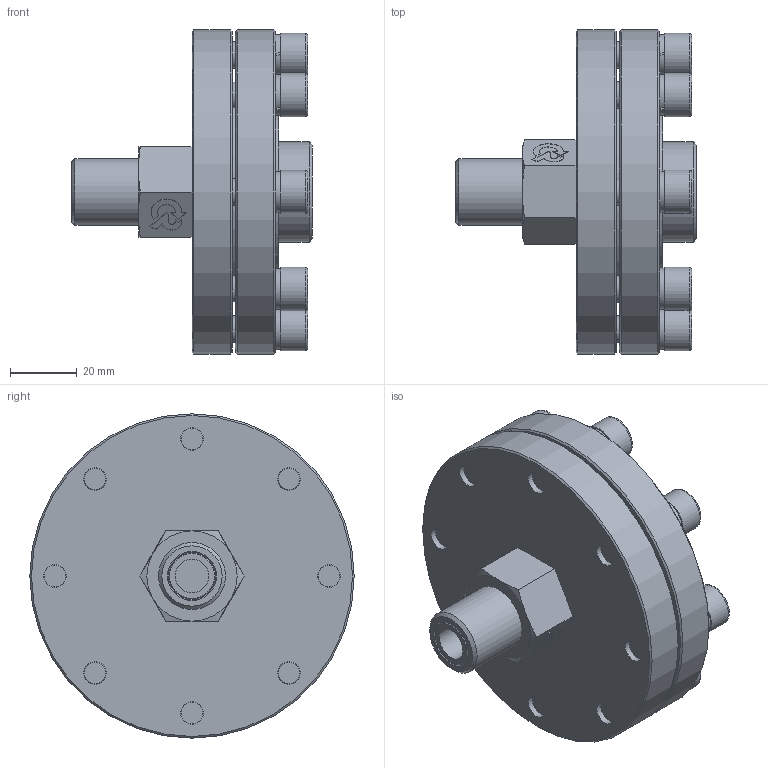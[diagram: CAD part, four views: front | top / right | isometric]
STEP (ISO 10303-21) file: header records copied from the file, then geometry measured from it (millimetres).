
FILE_DESCRIPTION(/* description */ ('РМ-С10'),/* implementation_level */ '2;1');
FILE_NAME(/* name */ 'РМ-С10.stp',/* time_stamp */ '2023-10-09T11:23:07+03:00',/* author */ ('Tech'),/* organization */ (''),/* preprocessor_version */ 'ST-DEVELOPER v18.1',/* originating_system */ 'Autodesk Inventor 2021',/* authorisation */ '');
FILE_SCHEMA (('AUTOMOTIVE_DESIGN { 1 0 10303 214 3 1 1 }'));
Length unit declared in the file: millimetre
Products named in the file (1): РМ-С10
Bounding box: 72 x 97 x 97 mm (x, y, z)
Volume: 207456.3 mm3; surface area: 58895.3 mm2
Topology: 18 solids, 18 shells, 269 faces, 696 edges, 485 vertices
Faces by surface type: plane 154, cylinder 68, cone 31, torus 16
Full cylindrical faces by diameter (mm): 6.75 x8, 7 x1, 8 x16, 10 x1, 13 x8, 18.5 x1, 20 x1, 30 x1, 50 x1, 65 x2, 97 x2
Entity records: 8419 total; most frequent: CARTESIAN_POINT 1579, DIRECTION 1485, ORIENTED_EDGE 1376, EDGE_CURVE 688, AXIS2_PLACEMENT_3D 595, VERTEX_POINT 485, EDGE_LOOP 331, LINE 295
